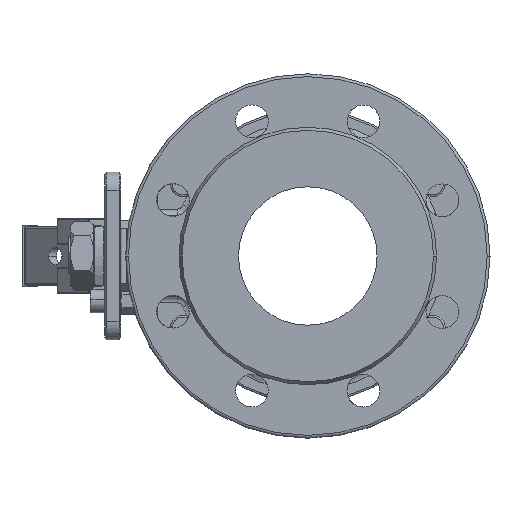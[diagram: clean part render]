
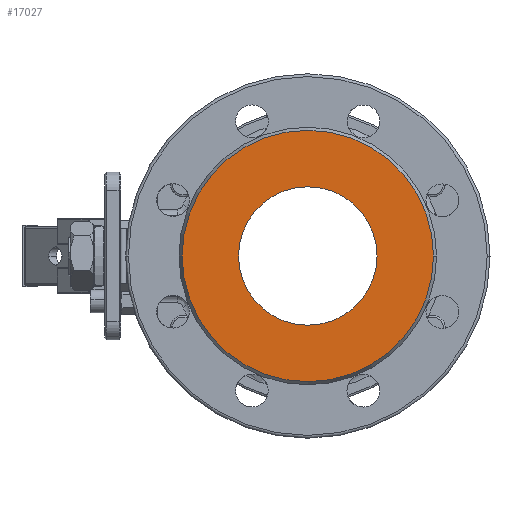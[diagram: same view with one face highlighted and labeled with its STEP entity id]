
A CAD part, left-side view. The second image highlights one B-rep face of the part: STEP entity #17027.
In plain terms, the highlighted planar face has unit normal (-1, 0, 0).
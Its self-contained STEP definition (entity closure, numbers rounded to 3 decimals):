
#3059 = CIRCLE ( 'NONE', #14782, 38. ) ;
#5453 = VERTEX_POINT ( 'NONE', #53260 ) ;
#5585 = EDGE_CURVE ( 'NONE', #57541, #5453, #24326, .T. ) ;
#7078 = PLANE ( 'NONE',  #20024 ) ;
#8796 = DIRECTION ( 'NONE',  ( 1., 0., 0. ) ) ;
#10892 = CARTESIAN_POINT ( 'NONE',  ( -50.677, -5.778, 20.976 ) ) ;
#14002 = AXIS2_PLACEMENT_3D ( 'NONE', #70293, #32537, #31730 ) ;
#14782 = AXIS2_PLACEMENT_3D ( 'NONE', #32250, #8796, #38803 ) ;
#15592 = VERTEX_POINT ( 'NONE', #34788 ) ;
#17027 = ADVANCED_FACE ( 'NONE', ( #76468, #38260 ), #7078, .T. ) ;
#18195 = ORIENTED_EDGE ( 'NONE', *, *, #60390, .T. ) ;
#20024 = AXIS2_PLACEMENT_3D ( 'NONE', #32113, #37856, #57133 ) ;
#23671 = DIRECTION ( 'NONE',  ( 1., 0., 0. ) ) ;
#24326 = CIRCLE ( 'NONE', #62352, 69. ) ;
#25272 = ORIENTED_EDGE ( 'NONE', *, *, #56224, .T. ) ;
#28636 = DIRECTION ( 'NONE',  ( 0., 1., 0. ) ) ;
#29046 = ORIENTED_EDGE ( 'NONE', *, *, #76301, .F. ) ;
#29839 = DIRECTION ( 'NONE',  ( 1., 0., 0. ) ) ;
#31730 = DIRECTION ( 'NONE',  ( 0., 1., 0. ) ) ;
#32113 = CARTESIAN_POINT ( 'NONE',  ( -50.677, -5.722, 20.976 ) ) ;
#32250 = CARTESIAN_POINT ( 'NONE',  ( -50.677, -5.778, 20.976 ) ) ;
#32537 = DIRECTION ( 'NONE',  ( 1., 0., 0. ) ) ;
#34788 = CARTESIAN_POINT ( 'NONE',  ( -50.677, 32.222, 20.976 ) ) ;
#37350 = AXIS2_PLACEMENT_3D ( 'NONE', #50210, #29839, #28636 ) ;
#37856 = DIRECTION ( 'NONE',  ( -1., 0., 0. ) ) ;
#37949 = EDGE_LOOP ( 'NONE', ( #25272, #18195 ) ) ;
#38260 = FACE_OUTER_BOUND ( 'NONE', #39560, .T. ) ;
#38803 = DIRECTION ( 'NONE',  ( 0., 1., 0. ) ) ;
#39560 = EDGE_LOOP ( 'NONE', ( #29046, #64995 ) ) ;
#46064 = CARTESIAN_POINT ( 'NONE',  ( -50.677, -43.778, 20.976 ) ) ;
#50210 = CARTESIAN_POINT ( 'NONE',  ( -50.677, -5.778, 20.976 ) ) ;
#51338 = CARTESIAN_POINT ( 'NONE',  ( -50.677, -74.778, 20.976 ) ) ;
#51775 = CIRCLE ( 'NONE', #37350, 69. ) ;
#53260 = CARTESIAN_POINT ( 'NONE',  ( -50.677, 63.222, 20.976 ) ) ;
#54050 = DIRECTION ( 'NONE',  ( 0., 1., 0. ) ) ;
#56224 = EDGE_CURVE ( 'NONE', #15592, #56405, #3059, .T. ) ;
#56405 = VERTEX_POINT ( 'NONE', #46064 ) ;
#57133 = DIRECTION ( 'NONE',  ( 0., 1., 0. ) ) ;
#57541 = VERTEX_POINT ( 'NONE', #51338 ) ;
#60390 = EDGE_CURVE ( 'NONE', #56405, #15592, #73073, .T. ) ;
#62352 = AXIS2_PLACEMENT_3D ( 'NONE', #10892, #23671, #54050 ) ;
#64995 = ORIENTED_EDGE ( 'NONE', *, *, #5585, .F. ) ;
#70293 = CARTESIAN_POINT ( 'NONE',  ( -50.677, -5.778, 20.976 ) ) ;
#73073 = CIRCLE ( 'NONE', #14002, 38. ) ;
#76301 = EDGE_CURVE ( 'NONE', #5453, #57541, #51775, .T. ) ;
#76468 = FACE_BOUND ( 'NONE', #37949, .T. ) ;
